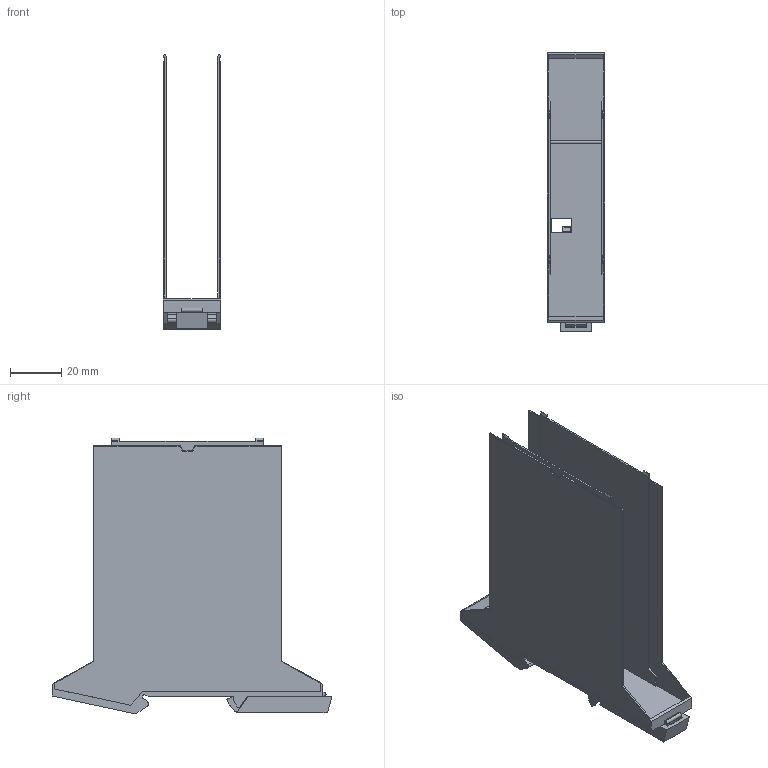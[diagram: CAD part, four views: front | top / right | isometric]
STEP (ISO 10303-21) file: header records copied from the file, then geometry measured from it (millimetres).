
FILE_DESCRIPTION(('CATIA V5R24 STEP','CAx-IF Rec.Pracs.--- Model Styling and Organization---1.2---2011-12-15'),'2;1');
FILE_NAME ('11971056_2_1472800000_S3D_CH20M22_B_FE_AGY_BK.stp','2017-09-29T11:16:34+00:00',('none'),('Weidmueller'),'CATIA Version 5-6 Release 2014 SP4','CATIA V5 STEP AP214','none');
FILE_SCHEMA(('AUTOMOTIVE_DESIGN { 1 0 10303 214 1 1 1 1 }'));
Length unit declared in the file: millimetre
Products named in the file (1): 1472800000
Bounding box: 22.5 x 109.3 x 107.82 mm (x, y, z)
Volume: 26144.7 mm3; surface area: 38207.3 mm2
Topology: 2 solids, 2 shells, 167 faces, 568 edges, 408 vertices
Faces by surface type: plane 145, cylinder 15, extrusion 7
Entity records: 6244 total; most frequent: CARTESIAN_POINT 1302, ORIENTED_EDGE 1136, DIRECTION 762, EDGE_CURVE 568, VECTOR 498, LINE 491, VERTEX_POINT 408, EDGE_LOOP 172
